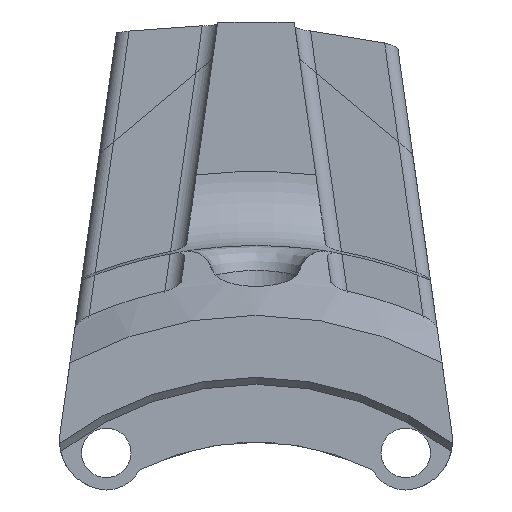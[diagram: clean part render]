
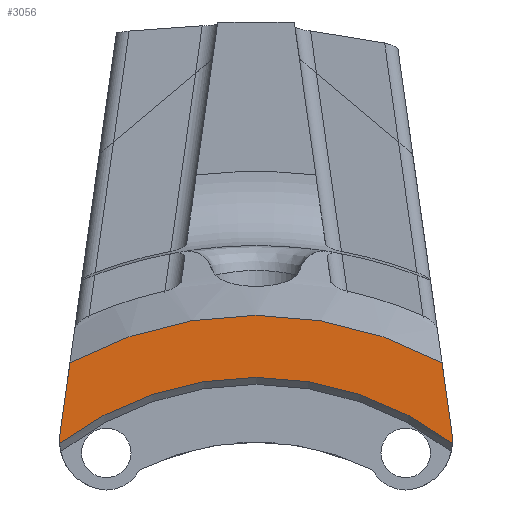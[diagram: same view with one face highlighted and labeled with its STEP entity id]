
A CAD part, left-side view. The second image highlights one B-rep face of the part: STEP entity #3056.
In plain terms, the highlighted planar face has unit normal (-1, 0, 0).
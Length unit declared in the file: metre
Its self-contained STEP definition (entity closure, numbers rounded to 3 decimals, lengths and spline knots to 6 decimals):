
#86=PLANE('',#3320);
#114=CIRCLE('',#3198,0.02625);
#183=CIRCLE('',#3321,0.004);
#184=CIRCLE('',#3322,0.03127);
#185=CIRCLE('',#3323,0.004);
#352=LINE('',#5413,#532);
#354=LINE('',#5425,#534);
#532=VECTOR('',#3924,1.);
#534=VECTOR('',#3932,1.);
#1128=ORIENTED_EDGE('',*,*,#1704,.T.);
#1129=ORIENTED_EDGE('',*,*,#1879,.T.);
#1130=ORIENTED_EDGE('',*,*,#1876,.T.);
#1131=ORIENTED_EDGE('',*,*,#1880,.F.);
#1132=ORIENTED_EDGE('',*,*,#1881,.F.);
#1133=ORIENTED_EDGE('',*,*,#1882,.T.);
#1704=EDGE_CURVE('',#2131,#2130,#114,.T.);
#1876=EDGE_CURVE('',#2244,#2245,#352,.T.);
#1879=EDGE_CURVE('',#2130,#2244,#183,.F.);
#1880=EDGE_CURVE('',#2246,#2245,#184,.T.);
#1881=EDGE_CURVE('',#2247,#2246,#354,.T.);
#1882=EDGE_CURVE('',#2247,#2131,#185,.F.);
#2130=VERTEX_POINT('',#4953);
#2131=VERTEX_POINT('',#4955);
#2244=VERTEX_POINT('',#5414);
#2245=VERTEX_POINT('',#5415);
#2246=VERTEX_POINT('',#5424);
#2247=VERTEX_POINT('',#5426);
#2591=EDGE_LOOP('',(#1128,#1129,#1130,#1131,#1132,#1133));
#2785=FACE_BOUND('',#2591,.T.);
#3056=ADVANCED_FACE('',(#2785),#86,.F.);
#3198=AXIS2_PLACEMENT_3D('',#4954,#3608,#3609);
#3320=AXIS2_PLACEMENT_3D('',#5421,#3926,#3927);
#3321=AXIS2_PLACEMENT_3D('',#5422,#3928,#3929);
#3322=AXIS2_PLACEMENT_3D('',#5423,#3930,#3931);
#3323=AXIS2_PLACEMENT_3D('',#5427,#3933,#3934);
#3608=DIRECTION('',(1.,0.,0.));
#3609=DIRECTION('',(0.,1.,0.));
#3924=DIRECTION('',(0.,0.139,0.99));
#3926=DIRECTION('',(1.,0.,0.));
#3927=DIRECTION('',(0.,1.,0.));
#3928=DIRECTION('',(1.,0.,0.));
#3929=DIRECTION('',(0.,1.,0.));
#3930=DIRECTION('',(1.,0.,0.));
#3931=DIRECTION('',(0.,1.,0.));
#3932=DIRECTION('',(0.,-0.139,0.99));
#3933=DIRECTION('',(1.,0.,0.));
#3934=DIRECTION('',(0.,1.,0.));
#4953=CARTESIAN_POINT('',(-0.0964,-0.015882,0.0954));
#4954=CARTESIAN_POINT('',(-0.0964,0.,0.0745));
#4955=CARTESIAN_POINT('',(-0.0964,0.015882,0.0954));
#5413=CARTESIAN_POINT('',(-0.0964,-0.018025,0.080722));
#5414=CARTESIAN_POINT('',(-0.0964,-0.01585,0.096193));
#5415=CARTESIAN_POINT('',(-0.0964,-0.015047,0.101912));
#5421=CARTESIAN_POINT('',(-0.0964,0.02625,0.0745));
#5422=CARTESIAN_POINT('',(-0.0964,-0.011889,0.095636));
#5423=CARTESIAN_POINT('',(-0.0964,0.,0.0745));
#5424=CARTESIAN_POINT('',(-0.0964,0.015047,0.101912));
#5425=CARTESIAN_POINT('',(-0.0964,0.019041,0.073487));
#5426=CARTESIAN_POINT('',(-0.0964,0.01585,0.096193));
#5427=CARTESIAN_POINT('',(-0.0964,0.011889,0.095636));
